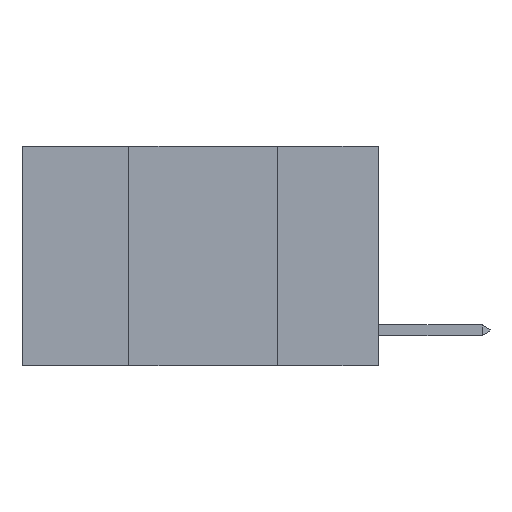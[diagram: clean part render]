
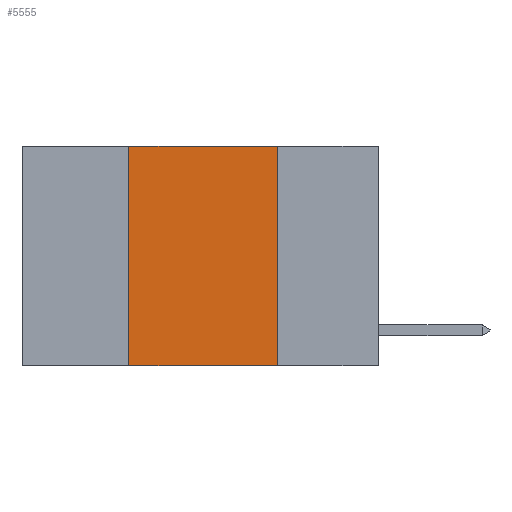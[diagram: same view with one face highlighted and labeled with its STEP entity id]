
A CAD part, left-side view. The second image highlights one B-rep face of the part: STEP entity #5555.
In plain terms, the highlighted planar face has unit normal (-1, 0, 0).
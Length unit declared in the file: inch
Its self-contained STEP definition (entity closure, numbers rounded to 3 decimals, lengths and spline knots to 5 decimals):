
#169 = VECTOR ( 'NONE', #4803, 39.37008 ) ;
#289 = AXIS2_PLACEMENT_3D ( 'NONE', #7489, #8279, #6763 ) ;
#667 = LINE ( 'NONE', #8785, #1421 ) ;
#1403 = CARTESIAN_POINT ( 'NONE',  ( 0., 0.42, 0. ) ) ;
#1421 = VECTOR ( 'NONE', #5151, 39.37008 ) ;
#2042 = EDGE_CURVE ( 'NONE', #7103, #6485, #7282, .T. ) ;
#2154 = VECTOR ( 'NONE', #2440, 39.37008 ) ;
#2226 = CARTESIAN_POINT ( 'NONE',  ( 0., 0.17, -0.37 ) ) ;
#2440 = DIRECTION ( 'NONE',  ( 0., -1., 0. ) ) ;
#2507 = VECTOR ( 'NONE', #7341, 39.37008 ) ;
#2727 = LINE ( 'NONE', #6235, #169 ) ;
#2839 = EDGE_CURVE ( 'NONE', #5543, #5917, #2727, .T. ) ;
#3043 = ORIENTED_EDGE ( 'NONE', *, *, #8655, .F. ) ;
#3126 = EDGE_CURVE ( 'NONE', #5543, #6485, #667, .T. ) ;
#3880 = ORIENTED_EDGE ( 'NONE', *, *, #2839, .F. ) ;
#3936 = CARTESIAN_POINT ( 'NONE',  ( 0., 0.17, 0. ) ) ;
#4643 = PLANE ( 'NONE',  #289 ) ;
#4803 = DIRECTION ( 'NONE',  ( 0., 0., 1. ) ) ;
#4869 = EDGE_LOOP ( 'NONE', ( #5718, #3043, #3880, #5445 ) ) ;
#5151 = DIRECTION ( 'NONE',  ( 0., -1., 0. ) ) ;
#5197 = LINE ( 'NONE', #5966, #2154 ) ;
#5445 = ORIENTED_EDGE ( 'NONE', *, *, #3126, .T. ) ;
#5543 = VERTEX_POINT ( 'NONE', #7440 ) ;
#5555 = ADVANCED_FACE ( 'NONE', ( #6858 ), #4643, .F. ) ;
#5718 = ORIENTED_EDGE ( 'NONE', *, *, #2042, .F. ) ;
#5917 = VERTEX_POINT ( 'NONE', #1403 ) ;
#5966 = CARTESIAN_POINT ( 'NONE',  ( 0., 0.6, 0. ) ) ;
#6235 = CARTESIAN_POINT ( 'NONE',  ( 0., 0.42, 0. ) ) ;
#6485 = VERTEX_POINT ( 'NONE', #2226 ) ;
#6763 = DIRECTION ( 'NONE',  ( 0., 0., -1. ) ) ;
#6858 = FACE_OUTER_BOUND ( 'NONE', #4869, .T. ) ;
#7103 = VERTEX_POINT ( 'NONE', #3936 ) ;
#7282 = LINE ( 'NONE', #8079, #2507 ) ;
#7341 = DIRECTION ( 'NONE',  ( 0., 0., -1. ) ) ;
#7440 = CARTESIAN_POINT ( 'NONE',  ( 0., 0.42, -0.37 ) ) ;
#7489 = CARTESIAN_POINT ( 'NONE',  ( 0., 0.6, 0. ) ) ;
#8079 = CARTESIAN_POINT ( 'NONE',  ( 0., 0.17, 0. ) ) ;
#8279 = DIRECTION ( 'NONE',  ( 1., 0., 0. ) ) ;
#8655 = EDGE_CURVE ( 'NONE', #5917, #7103, #5197, .T. ) ;
#8785 = CARTESIAN_POINT ( 'NONE',  ( 0., 0.6, -0.37 ) ) ;
